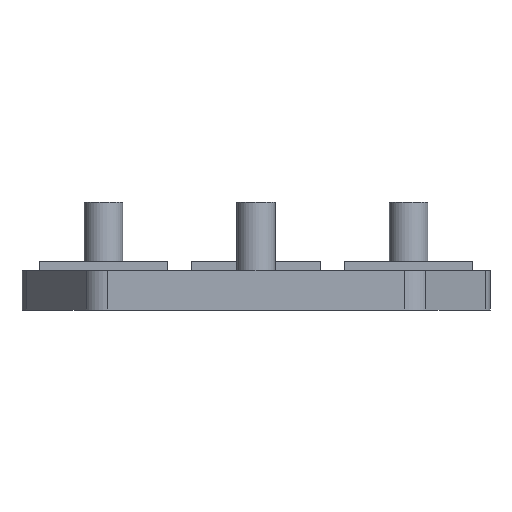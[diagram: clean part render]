
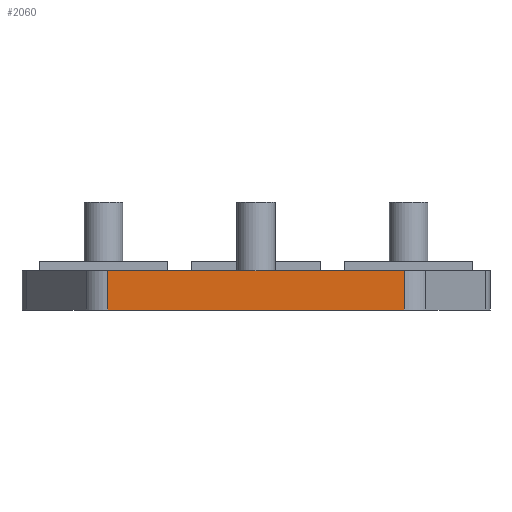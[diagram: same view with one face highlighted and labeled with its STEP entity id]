
A CAD part, front view. The second image highlights one B-rep face of the part: STEP entity #2060.
In plain terms, the highlighted planar face has unit normal (0, -1, 0).
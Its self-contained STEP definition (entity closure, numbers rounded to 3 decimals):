
#59=PLANE('',#2208);
#137=FACE_OUTER_BOUND('',#247,.T.);
#247=EDGE_LOOP('',(#1429,#1430,#1431,#1432));
#374=LINE('',#3054,#563);
#387=LINE('',#3093,#576);
#388=LINE('',#3096,#577);
#389=LINE('',#3097,#578);
#563=VECTOR('',#2429,10.);
#576=VECTOR('',#2468,10.);
#577=VECTOR('',#2471,10.);
#578=VECTOR('',#2472,10.);
#863=VERTEX_POINT('',#3051);
#864=VERTEX_POINT('',#3053);
#876=VERTEX_POINT('',#3089);
#878=VERTEX_POINT('',#3095);
#1080=EDGE_CURVE('',#863,#864,#374,.T.);
#1100=EDGE_CURVE('',#864,#876,#387,.T.);
#1101=EDGE_CURVE('',#878,#863,#388,.T.);
#1102=EDGE_CURVE('',#876,#878,#389,.T.);
#1429=ORIENTED_EDGE('',*,*,#1100,.F.);
#1430=ORIENTED_EDGE('',*,*,#1080,.F.);
#1431=ORIENTED_EDGE('',*,*,#1101,.F.);
#1432=ORIENTED_EDGE('',*,*,#1102,.F.);
#2060=ADVANCED_FACE('',(#137),#59,.T.);
#2208=AXIS2_PLACEMENT_3D('',#3094,#2469,#2470);
#2429=DIRECTION('',(-1.,0.,0.));
#2468=DIRECTION('',(0.,0.,1.));
#2469=DIRECTION('center_axis',(0.,-1.,0.));
#2470=DIRECTION('ref_axis',(1.,0.,0.));
#2471=DIRECTION('',(0.,0.,-1.));
#2472=DIRECTION('',(1.,0.,0.));
#3051=CARTESIAN_POINT('',(17.32,-27.7,-1.35));
#3053=CARTESIAN_POINT('',(-17.32,-27.7,-1.35));
#3054=CARTESIAN_POINT('',(-27.3,-27.7,-1.35));
#3089=CARTESIAN_POINT('',(-17.32,-27.7,3.25));
#3093=CARTESIAN_POINT('',(-17.32,-27.7,0.));
#3094=CARTESIAN_POINT('Origin',(-18.922,-27.7,0.));
#3095=CARTESIAN_POINT('',(17.32,-27.7,3.25));
#3096=CARTESIAN_POINT('',(17.32,-27.7,0.));
#3097=CARTESIAN_POINT('',(-27.3,-27.7,3.25));
